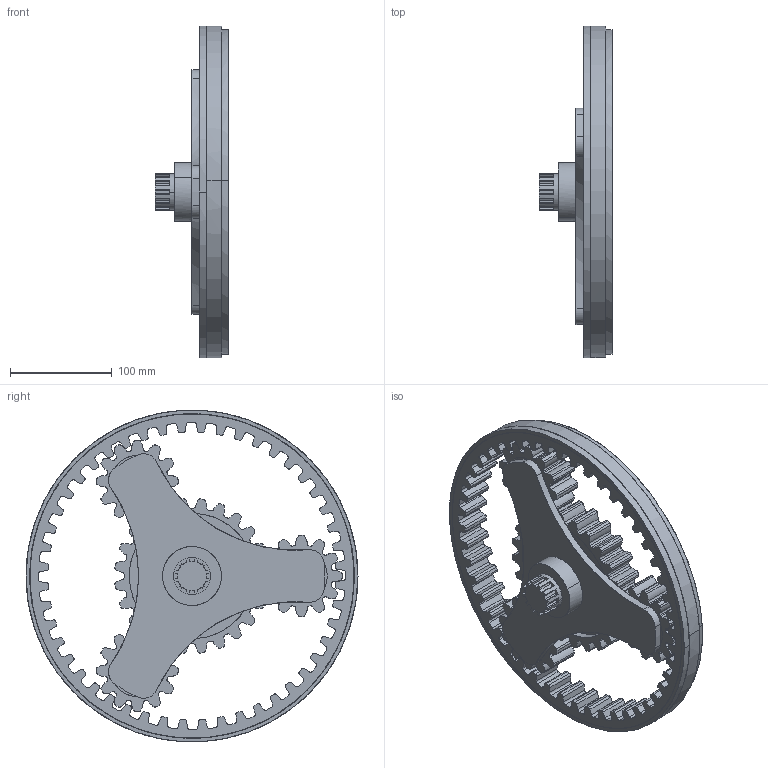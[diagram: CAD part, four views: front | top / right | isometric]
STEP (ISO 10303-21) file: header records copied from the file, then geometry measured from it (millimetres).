
FILE_DESCRIPTION(('FreeCAD Model'),'2;1');
FILE_NAME('Open CASCADE Shape Model','2025-05-04T10:46:51',('FreeCAD'),( 'FreeCAD'),'Open CASCADE STEP processor 7.6','FreeCAD','Unknown');
FILE_SCHEMA(('AUTOMOTIVE_DESIGN { 1 0 10303 214 1 1 1 1 }'));
Products named in the file (1): Open CASCADE STEP translator 7.6 1
Bounding box: 72.67 x 327.01 x 327.01 mm (x, y, z)
Surface area: 335195.4 mm2 (no closed solid volume)
Topology: 0 solids, 1048 shells, 1048 faces, 6060 edges, 6060 vertices
Faces by surface type: bspline 1048
Entity records: 54686 total; most frequent: CARTESIAN_POINT 28929, ORIENTED_EDGE 6060, EDGE_CURVE 6060, VERTEX_POINT 6060, B_SPLINE_CURVE_WITH_KNOTS 2164, FACE_BOUND 1084, EDGE_LOOP 1084, SHELL_BASED_SURFACE_MODEL 1048
